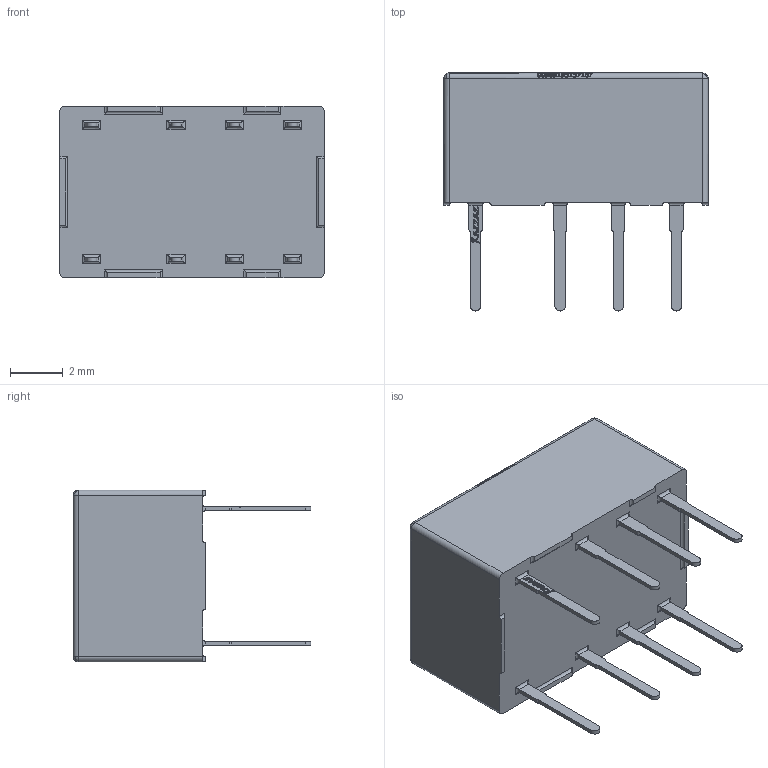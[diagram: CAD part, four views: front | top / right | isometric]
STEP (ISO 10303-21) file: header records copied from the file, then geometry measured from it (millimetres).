
FILE_DESCRIPTION (( 'STEP AP214' ), '1' );
FILE_NAME ('9F3E7C46-4CE1-466F-A94F-A6DCD979DA23.STEP', '2022-12-12T02:53:26', ( '' ), ( '' ), 'SwSTEP 2.0', 'SolidWorks 2022', '' );
FILE_SCHEMA (( 'AUTOMOTIVE_DESIGN' ));
Length unit declared in the file: millimetre
Products named in the file (1): 9F3E7C46-4CE1-466F-A94F-A6DCD979DA23
Bounding box: 10 x 9 x 6.5 mm (x, y, z)
Volume: 320.2 mm3; surface area: 327.7 mm2
Topology: 1 solids, 1 shells, 1971 faces, 5603 edges, 3697 vertices
Faces by surface type: plane 1436, bspline 416, cylinder 117, torus 2
Entity records: 77279 total; most frequent: CARTESIAN_POINT 27286, ORIENTED_EDGE 11190, DIRECTION 6867, EDGE_CURVE 5595, VERTEX_POINT 3697, VECTOR 3391, LINE 3391, EDGE_LOOP 2042
